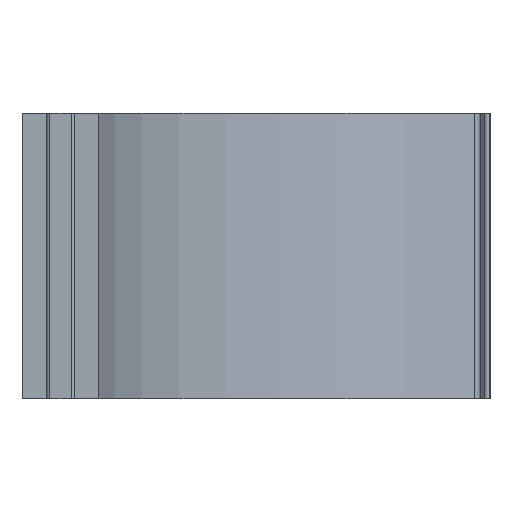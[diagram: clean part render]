
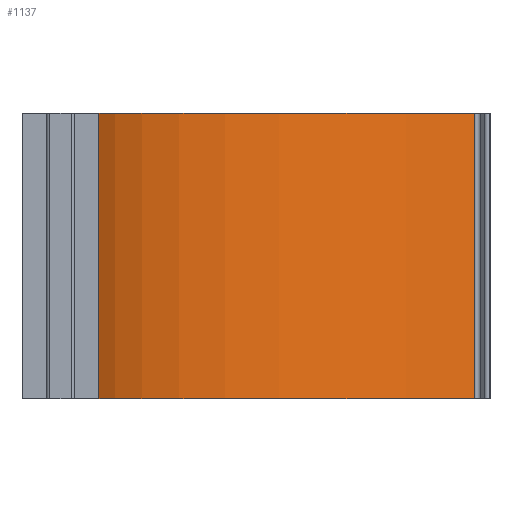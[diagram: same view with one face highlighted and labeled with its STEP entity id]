
A CAD part, front view. The second image highlights one B-rep face of the part: STEP entity #1137.
In plain terms, the highlighted cylindrical face has radius 117.5 mm (diameter 235 mm), a partial arc.
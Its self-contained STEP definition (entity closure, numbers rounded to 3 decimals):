
#22 = VERTEX_POINT('',#23);
#23 = CARTESIAN_POINT('',(-17.5,116.19,0.));
#31 = EDGE_CURVE('',#22,#32,#34,.T.);
#32 = VERTEX_POINT('',#33);
#33 = CARTESIAN_POINT('',(-17.5,116.19,3.));
#34 = LINE('',#35,#36);
#35 = CARTESIAN_POINT('',(-17.5,116.19,0.));
#36 = VECTOR('',#37,1.);
#37 = DIRECTION('',(0.,0.,1.));
#102 = EDGE_CURVE('',#32,#103,#105,.T.);
#103 = VERTEX_POINT('',#104);
#104 = CARTESIAN_POINT('',(-17.5,116.19,75.));
#105 = LINE('',#106,#107);
#106 = CARTESIAN_POINT('',(-17.5,116.19,0.));
#107 = VECTOR('',#108,1.);
#108 = DIRECTION('',(0.,0.,1.));
#206 = VERTEX_POINT('',#207);
#207 = CARTESIAN_POINT('',(-116.19,17.5,75.));
#213 = EDGE_CURVE('',#214,#206,#216,.T.);
#214 = VERTEX_POINT('',#215);
#215 = CARTESIAN_POINT('',(-83.085,83.085,75.));
#216 = CIRCLE('',#217,117.5);
#217 = AXIS2_PLACEMENT_3D('',#218,#219,#220);
#218 = CARTESIAN_POINT('',(0.,0.,75.));
#219 = DIRECTION('',(0.,0.,1.));
#220 = DIRECTION('',(1.,0.,0.));
#222 = EDGE_CURVE('',#214,#103,#223,.T.);
#223 = CIRCLE('',#224,117.5);
#224 = AXIS2_PLACEMENT_3D('',#225,#226,#227);
#225 = CARTESIAN_POINT('',(0.,0.,75.));
#226 = DIRECTION('',(0.,0.,-1.));
#227 = DIRECTION('',(0.,-1.,-0.));
#1048 = EDGE_CURVE('',#22,#1049,#1051,.T.);
#1049 = VERTEX_POINT('',#1050);
#1050 = CARTESIAN_POINT('',(-83.085,83.085,0.));
#1051 = CIRCLE('',#1052,117.5);
#1052 = AXIS2_PLACEMENT_3D('',#1053,#1054,#1055);
#1053 = CARTESIAN_POINT('',(0.,0.,0.));
#1054 = DIRECTION('',(0.,0.,1.));
#1055 = DIRECTION('',(1.,0.,0.));
#1057 = EDGE_CURVE('',#1049,#1058,#1060,.T.);
#1058 = VERTEX_POINT('',#1059);
#1059 = CARTESIAN_POINT('',(-116.19,17.5,0.));
#1060 = CIRCLE('',#1061,117.5);
#1061 = AXIS2_PLACEMENT_3D('',#1062,#1063,#1064);
#1062 = CARTESIAN_POINT('',(0.,0.,0.));
#1063 = DIRECTION('',(0.,0.,1.));
#1064 = DIRECTION('',(1.,0.,0.));
#1113 = EDGE_CURVE('',#1058,#206,#1114,.T.);
#1114 = LINE('',#1115,#1116);
#1115 = CARTESIAN_POINT('',(-116.19,17.5,0.));
#1116 = VECTOR('',#1117,1.);
#1117 = DIRECTION('',(0.,0.,1.));
#1137 = ADVANCED_FACE('',(#1138),#1147,.F.);
#1138 = FACE_BOUND('',#1139,.T.);
#1139 = EDGE_LOOP('',(#1140,#1141,#1142,#1143,#1144,#1145,#1146));
#1140 = ORIENTED_EDGE('',*,*,#1113,.F.);
#1141 = ORIENTED_EDGE('',*,*,#1057,.F.);
#1142 = ORIENTED_EDGE('',*,*,#1048,.F.);
#1143 = ORIENTED_EDGE('',*,*,#31,.T.);
#1144 = ORIENTED_EDGE('',*,*,#102,.T.);
#1145 = ORIENTED_EDGE('',*,*,#222,.F.);
#1146 = ORIENTED_EDGE('',*,*,#213,.T.);
#1147 = CYLINDRICAL_SURFACE('',#1148,117.5);
#1148 = AXIS2_PLACEMENT_3D('',#1149,#1150,#1151);
#1149 = CARTESIAN_POINT('',(0.,0.,0.));
#1150 = DIRECTION('',(-0.,-0.,-1.));
#1151 = DIRECTION('',(1.,0.,0.));
